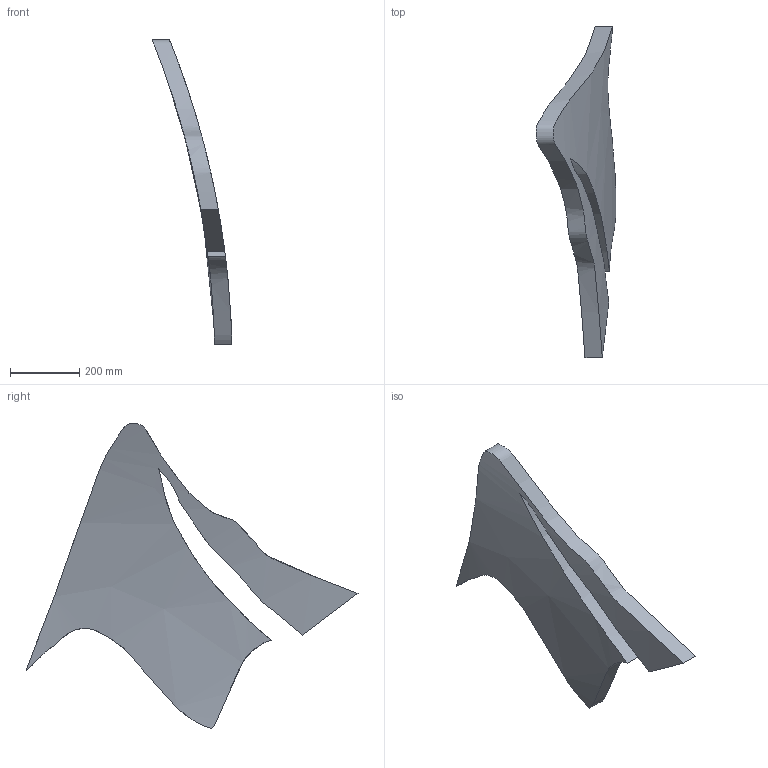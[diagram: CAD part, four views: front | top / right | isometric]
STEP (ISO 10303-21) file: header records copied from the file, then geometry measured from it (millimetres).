
FILE_DESCRIPTION (( 'STEP AP203' ), '1' );
FILE_NAME ('Membrane2_Default_sldprt.STEP', '2023-11-24T08:12:22', ( '' ), ( '' ), 'SwSTEP 2.0', 'SolidWorks 2021', '' );
FILE_SCHEMA (( 'CONFIG_CONTROL_DESIGN' ));
Length unit declared in the file: millimetre
Products named in the file (1): Membrane2_Default_sldprt
Bounding box: 230.4 x 958.4 x 880.13 mm (x, y, z)
Volume: 15838986.2 mm3; surface area: 864455.6 mm2
Topology: 1 solids, 1 shells, 8 faces, 18 edges, 12 vertices
Faces by surface type: bspline 8
Entity records: 2387 total; most frequent: CARTESIAN_POINT 2187, ORIENTED_EDGE 36, B_SPLINE_CURVE_WITH_KNOTS 18, EDGE_CURVE 18, VERTEX_POINT 12, ADVANCED_FACE 8, B_SPLINE_SURFACE_WITH_KNOTS 8, FACE_OUTER_BOUND 8
